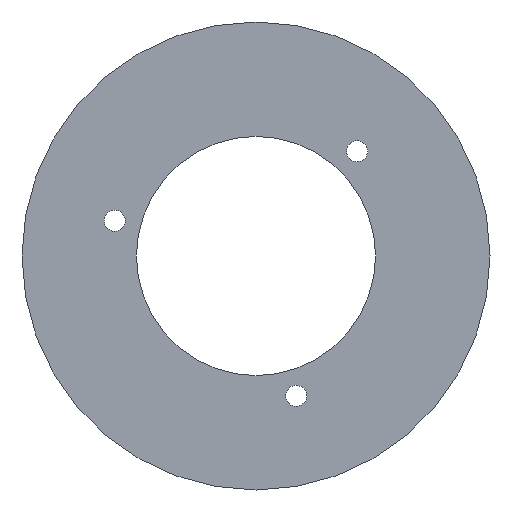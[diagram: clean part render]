
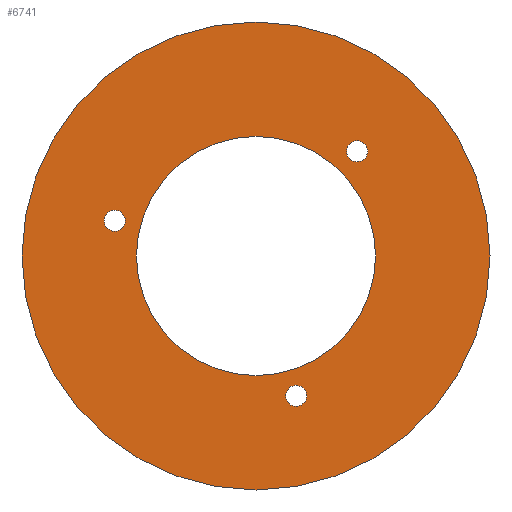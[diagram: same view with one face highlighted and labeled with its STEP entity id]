
A CAD part, front view. The second image highlights one B-rep face of the part: STEP entity #6741.
In plain terms, the highlighted planar face has unit normal (0, -1, 0).
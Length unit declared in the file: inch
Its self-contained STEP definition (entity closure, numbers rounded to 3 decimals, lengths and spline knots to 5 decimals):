
#220 = CARTESIAN_POINT ( 'NONE',  ( 0., 0.258, 0. ) ) ;
#272 = CARTESIAN_POINT ( 'NONE',  ( 0.43197, 0.258, 0.44753 ) ) ;
#425 = ORIENTED_EDGE ( 'NONE', *, *, #13538, .F. ) ;
#499 = EDGE_CURVE ( 'NONE', #9966, #13245, #10169, .T. ) ;
#820 = CARTESIAN_POINT ( 'NONE',  ( 0.43197, 0.258, 0.40253 ) ) ;
#1165 = EDGE_LOOP ( 'NONE', ( #6386, #4765 ) ) ;
#1306 = DIRECTION ( 'NONE',  ( 0., -1., 0. ) ) ;
#1359 = DIRECTION ( 'NONE',  ( 0., 0., 1. ) ) ;
#1420 = DIRECTION ( 'NONE',  ( 0., 0., 1. ) ) ;
#1842 = VERTEX_POINT ( 'NONE', #9273 ) ;
#2196 = DIRECTION ( 'NONE',  ( 0., -1., 0. ) ) ;
#2334 = EDGE_CURVE ( 'NONE', #13645, #9600, #12518, .T. ) ;
#2666 = CARTESIAN_POINT ( 'NONE',  ( 0., 0.258, -1. ) ) ;
#2757 = AXIS2_PLACEMENT_3D ( 'NONE', #13308, #6246, #14462 ) ;
#2862 = CARTESIAN_POINT ( 'NONE',  ( 0.17159, 0.258, -0.64286 ) ) ;
#3063 = AXIS2_PLACEMENT_3D ( 'NONE', #8965, #14881, #7837 ) ;
#3799 = CARTESIAN_POINT ( 'NONE',  ( 0., 0.258, 0. ) ) ;
#3985 = CIRCLE ( 'NONE', #7265, 0.511 ) ;
#3989 = DIRECTION ( 'NONE',  ( 0., 0., 1. ) ) ;
#4045 = ORIENTED_EDGE ( 'NONE', *, *, #11225, .F. ) ;
#4230 = CARTESIAN_POINT ( 'NONE',  ( -0.60356, 0.258, 0.19533 ) ) ;
#4268 = VERTEX_POINT ( 'NONE', #11285 ) ;
#4278 = ORIENTED_EDGE ( 'NONE', *, *, #2334, .F. ) ;
#4706 = DIRECTION ( 'NONE',  ( 0., -1., 0. ) ) ;
#4765 = ORIENTED_EDGE ( 'NONE', *, *, #10501, .F. ) ;
#4848 = CARTESIAN_POINT ( 'NONE',  ( 0.43197, 0.258, 0.49253 ) ) ;
#4970 = DIRECTION ( 'NONE',  ( 0., 0., 1. ) ) ;
#5201 = EDGE_CURVE ( 'NONE', #8047, #4268, #6115, .T. ) ;
#5308 = ORIENTED_EDGE ( 'NONE', *, *, #7037, .F. ) ;
#5571 = AXIS2_PLACEMENT_3D ( 'NONE', #13399, #6355, #14574 ) ;
#5733 = AXIS2_PLACEMENT_3D ( 'NONE', #6496, #1306, #3989 ) ;
#5981 = FACE_BOUND ( 'NONE', #1165, .T. ) ;
#6048 = AXIS2_PLACEMENT_3D ( 'NONE', #3799, #11968, #4970 ) ;
#6050 = DIRECTION ( 'NONE',  ( 0., -1., 0. ) ) ;
#6094 = AXIS2_PLACEMENT_3D ( 'NONE', #272, #8387, #1420 ) ;
#6115 = CIRCLE ( 'NONE', #6048, 1. ) ;
#6246 = DIRECTION ( 'NONE',  ( 0., 1., 0. ) ) ;
#6349 = CARTESIAN_POINT ( 'NONE',  ( -0.60356, 0.258, 0.15033 ) ) ;
#6355 = DIRECTION ( 'NONE',  ( 0., -1., 0. ) ) ;
#6386 = ORIENTED_EDGE ( 'NONE', *, *, #12752, .F. ) ;
#6496 = CARTESIAN_POINT ( 'NONE',  ( 0.43197, 0.258, 0.44753 ) ) ;
#6672 = CARTESIAN_POINT ( 'NONE',  ( 0.17159, 0.258, -0.55286 ) ) ;
#6741 = ADVANCED_FACE ( 'NONE', ( #8451, #11752, #5981, #8495, #12147 ), #11347, .F. ) ;
#7037 = EDGE_CURVE ( 'NONE', #4268, #8047, #9774, .T. ) ;
#7162 = CIRCLE ( 'NONE', #13401, 0.045 ) ;
#7265 = AXIS2_PLACEMENT_3D ( 'NONE', #220, #8343, #1359 ) ;
#7418 = CARTESIAN_POINT ( 'NONE',  ( 0., 0.258, 0.511 ) ) ;
#7531 = DIRECTION ( 'NONE',  ( 0., 0., 1. ) ) ;
#7739 = CIRCLE ( 'NONE', #6094, 0.045 ) ;
#7837 = DIRECTION ( 'NONE',  ( -0.242, 0., -0.97 ) ) ;
#7871 = EDGE_LOOP ( 'NONE', ( #4045, #8654 ) ) ;
#7949 = CIRCLE ( 'NONE', #10013, 0.045 ) ;
#8047 = VERTEX_POINT ( 'NONE', #2666 ) ;
#8343 = DIRECTION ( 'NONE',  ( 0., -1., 0. ) ) ;
#8387 = DIRECTION ( 'NONE',  ( 0., -1., 0. ) ) ;
#8451 = FACE_BOUND ( 'NONE', #14581, .T. ) ;
#8495 = FACE_BOUND ( 'NONE', #12566, .T. ) ;
#8654 = ORIENTED_EDGE ( 'NONE', *, *, #11838, .F. ) ;
#8965 = CARTESIAN_POINT ( 'NONE',  ( 1.22659, 0.258, 0.73741 ) ) ;
#9192 = CARTESIAN_POINT ( 'NONE',  ( 0.17159, 0.258, -0.59786 ) ) ;
#9273 = CARTESIAN_POINT ( 'NONE',  ( -0.60356, 0.258, 0.10533 ) ) ;
#9446 = CIRCLE ( 'NONE', #15136, 0.045 ) ;
#9528 = AXIS2_PLACEMENT_3D ( 'NONE', #13107, #6050, #14279 ) ;
#9600 = VERTEX_POINT ( 'NONE', #14626 ) ;
#9774 = CIRCLE ( 'NONE', #2757, 1. ) ;
#9957 = EDGE_CURVE ( 'NONE', #9600, #13645, #3985, .T. ) ;
#9966 = VERTEX_POINT ( 'NONE', #4848 ) ;
#10013 = AXIS2_PLACEMENT_3D ( 'NONE', #11686, #4706, #12868 ) ;
#10087 = CIRCLE ( 'NONE', #9528, 0.045 ) ;
#10169 = CIRCLE ( 'NONE', #5733, 0.045 ) ;
#10389 = DIRECTION ( 'NONE',  ( 0., 0., 1. ) ) ;
#10501 = EDGE_CURVE ( 'NONE', #11211, #10835, #10087, .T. ) ;
#10835 = VERTEX_POINT ( 'NONE', #6672 ) ;
#11211 = VERTEX_POINT ( 'NONE', #2862 ) ;
#11225 = EDGE_CURVE ( 'NONE', #12194, #1842, #7162, .T. ) ;
#11285 = CARTESIAN_POINT ( 'NONE',  ( 0., 0.258, 1. ) ) ;
#11347 = PLANE ( 'NONE',  #3063 ) ;
#11508 = ORIENTED_EDGE ( 'NONE', *, *, #5201, .F. ) ;
#11686 = CARTESIAN_POINT ( 'NONE',  ( -0.60356, 0.258, 0.15033 ) ) ;
#11752 = FACE_BOUND ( 'NONE', #7871, .T. ) ;
#11838 = EDGE_CURVE ( 'NONE', #1842, #12194, #7949, .T. ) ;
#11968 = DIRECTION ( 'NONE',  ( 0., 1., 0. ) ) ;
#12147 = FACE_OUTER_BOUND ( 'NONE', #13661, .T. ) ;
#12194 = VERTEX_POINT ( 'NONE', #4230 ) ;
#12360 = ORIENTED_EDGE ( 'NONE', *, *, #9957, .F. ) ;
#12518 = CIRCLE ( 'NONE', #5571, 0.511 ) ;
#12566 = EDGE_LOOP ( 'NONE', ( #13318, #425 ) ) ;
#12752 = EDGE_CURVE ( 'NONE', #10835, #11211, #9446, .T. ) ;
#12868 = DIRECTION ( 'NONE',  ( 0., 0., 1. ) ) ;
#13107 = CARTESIAN_POINT ( 'NONE',  ( 0.17159, 0.258, -0.59786 ) ) ;
#13245 = VERTEX_POINT ( 'NONE', #820 ) ;
#13308 = CARTESIAN_POINT ( 'NONE',  ( 0., 0.258, 0. ) ) ;
#13318 = ORIENTED_EDGE ( 'NONE', *, *, #499, .F. ) ;
#13399 = CARTESIAN_POINT ( 'NONE',  ( 0., 0.258, 0. ) ) ;
#13401 = AXIS2_PLACEMENT_3D ( 'NONE', #6349, #14567, #7531 ) ;
#13538 = EDGE_CURVE ( 'NONE', #13245, #9966, #7739, .T. ) ;
#13645 = VERTEX_POINT ( 'NONE', #7418 ) ;
#13661 = EDGE_LOOP ( 'NONE', ( #5308, #11508 ) ) ;
#14279 = DIRECTION ( 'NONE',  ( 0., 0., 1. ) ) ;
#14462 = DIRECTION ( 'NONE',  ( 0., 0., 1. ) ) ;
#14567 = DIRECTION ( 'NONE',  ( 0., -1., 0. ) ) ;
#14574 = DIRECTION ( 'NONE',  ( 0., 0., 1. ) ) ;
#14581 = EDGE_LOOP ( 'NONE', ( #4278, #12360 ) ) ;
#14626 = CARTESIAN_POINT ( 'NONE',  ( 0., 0.258, -0.511 ) ) ;
#14881 = DIRECTION ( 'NONE',  ( 0., 1., 0. ) ) ;
#15136 = AXIS2_PLACEMENT_3D ( 'NONE', #9192, #2196, #10389 ) ;
